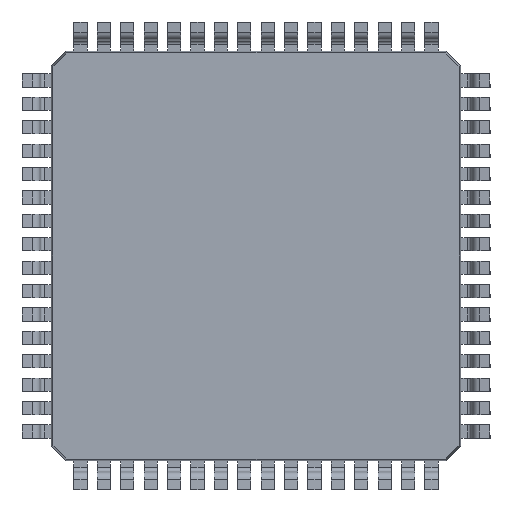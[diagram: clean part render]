
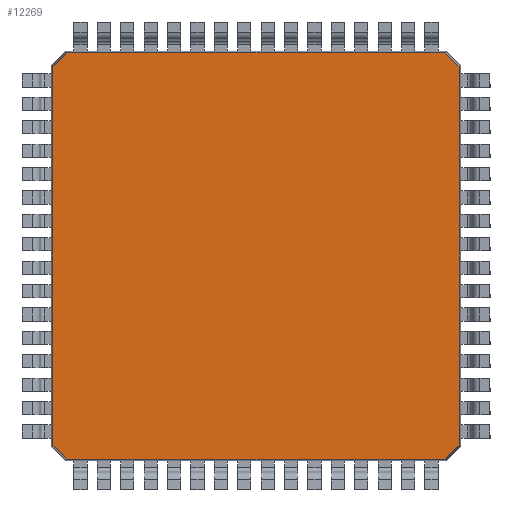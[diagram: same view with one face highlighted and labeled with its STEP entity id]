
A CAD part, front view. The second image highlights one B-rep face of the part: STEP entity #12269.
In plain terms, the highlighted planar face has unit normal (0, -1, 0).
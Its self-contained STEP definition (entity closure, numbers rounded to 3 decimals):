
#22 = ORIENTED_EDGE ( 'NONE', *, *, #13287, .T. ) ;
#169 = CARTESIAN_POINT ( 'NONE',  ( 6.94, 0.15, 6.475 ) ) ;
#178 = PLANE ( 'NONE',  #10698 ) ;
#1505 = CARTESIAN_POINT ( 'NONE',  ( -6.94, 0.15, -6.475 ) ) ;
#1981 = DIRECTION ( 'NONE',  ( 1., 0., 0. ) ) ;
#2436 = ORIENTED_EDGE ( 'NONE', *, *, #11294, .T. ) ;
#2759 = CARTESIAN_POINT ( 'NONE',  ( -6.94, 0.15, 6.475 ) ) ;
#2797 = DIRECTION ( 'NONE',  ( 0., 0., -1. ) ) ;
#4500 = ORIENTED_EDGE ( 'NONE', *, *, #21843, .T. ) ;
#4975 = VERTEX_POINT ( 'NONE', #21520 ) ;
#7012 = ORIENTED_EDGE ( 'NONE', *, *, #10739, .T. ) ;
#7015 = VERTEX_POINT ( 'NONE', #11365 ) ;
#7478 = DIRECTION ( 'NONE',  ( 0., 0., -1. ) ) ;
#7812 = EDGE_CURVE ( 'NONE', #8252, #17385, #22801, .T. ) ;
#7968 = FACE_OUTER_BOUND ( 'NONE', #27120, .T. ) ;
#8062 = VECTOR ( 'NONE', #1981, 1000. ) ;
#8101 = CARTESIAN_POINT ( 'NONE',  ( 6.475, 0.15, 6.94 ) ) ;
#8252 = VERTEX_POINT ( 'NONE', #2759 ) ;
#8276 = LINE ( 'NONE', #27256, #13447 ) ;
#8316 = CARTESIAN_POINT ( 'NONE',  ( 6.94, 0.15, 0. ) ) ;
#9028 = VERTEX_POINT ( 'NONE', #8101 ) ;
#9293 = DIRECTION ( 'NONE',  ( -1., 0., 0. ) ) ;
#9434 = LINE ( 'NONE', #1505, #24748 ) ;
#9440 = LINE ( 'NONE', #28600, #8062 ) ;
#9622 = CARTESIAN_POINT ( 'NONE',  ( -6.94, 0.15, -6.475 ) ) ;
#10698 = AXIS2_PLACEMENT_3D ( 'NONE', #15818, #14064, #7478 ) ;
#10739 = EDGE_CURVE ( 'NONE', #17978, #8252, #23060, .T. ) ;
#11294 = EDGE_CURVE ( 'NONE', #17385, #18656, #9434, .T. ) ;
#11365 = CARTESIAN_POINT ( 'NONE',  ( 6.94, 0.15, -6.475 ) ) ;
#11710 = CARTESIAN_POINT ( 'NONE',  ( -6.475, 0.15, 6.94 ) ) ;
#11819 = CARTESIAN_POINT ( 'NONE',  ( -6.94, 0.15, 0. ) ) ;
#11929 = CARTESIAN_POINT ( 'NONE',  ( 6.475, 0.15, -6.94 ) ) ;
#12269 = ADVANCED_FACE ( 'NONE', ( #7968 ), #178, .T. ) ;
#12809 = ORIENTED_EDGE ( 'NONE', *, *, #7812, .T. ) ;
#13287 = EDGE_CURVE ( 'NONE', #4975, #9028, #13814, .T. ) ;
#13439 = ORIENTED_EDGE ( 'NONE', *, *, #22230, .T. ) ;
#13447 = VECTOR ( 'NONE', #16195, 1000. ) ;
#13814 = LINE ( 'NONE', #169, #26576 ) ;
#14064 = DIRECTION ( 'NONE',  ( 0., -1., 0. ) ) ;
#15713 = CARTESIAN_POINT ( 'NONE',  ( -6.475, 0.15, -6.94 ) ) ;
#15818 = CARTESIAN_POINT ( 'NONE',  ( 0., 0.15, 0. ) ) ;
#16195 = DIRECTION ( 'NONE',  ( 0.707, 0., 0.707 ) ) ;
#16446 = VECTOR ( 'NONE', #9293, 1000. ) ;
#17385 = VERTEX_POINT ( 'NONE', #9622 ) ;
#17978 = VERTEX_POINT ( 'NONE', #11710 ) ;
#18656 = VERTEX_POINT ( 'NONE', #15713 ) ;
#18664 = DIRECTION ( 'NONE',  ( -0.707, 0., -0.707 ) ) ;
#19312 = DIRECTION ( 'NONE',  ( 0., 0., 1. ) ) ;
#20191 = CARTESIAN_POINT ( 'NONE',  ( 0., 0.15, 6.94 ) ) ;
#20484 = ORIENTED_EDGE ( 'NONE', *, *, #22107, .T. ) ;
#20975 = CARTESIAN_POINT ( 'NONE',  ( -6.475, 0.15, 6.94 ) ) ;
#21154 = VERTEX_POINT ( 'NONE', #11929 ) ;
#21520 = CARTESIAN_POINT ( 'NONE',  ( 6.94, 0.15, 6.475 ) ) ;
#21843 = EDGE_CURVE ( 'NONE', #9028, #17978, #23760, .T. ) ;
#22107 = EDGE_CURVE ( 'NONE', #7015, #4975, #27905, .T. ) ;
#22230 = EDGE_CURVE ( 'NONE', #18656, #21154, #9440, .T. ) ;
#22801 = LINE ( 'NONE', #11819, #23494 ) ;
#22967 = ORIENTED_EDGE ( 'NONE', *, *, #26480, .T. ) ;
#23060 = LINE ( 'NONE', #20975, #24442 ) ;
#23494 = VECTOR ( 'NONE', #2797, 1000. ) ;
#23760 = LINE ( 'NONE', #20191, #16446 ) ;
#24442 = VECTOR ( 'NONE', #18664, 1000. ) ;
#24575 = DIRECTION ( 'NONE',  ( -0.707, 0., 0.707 ) ) ;
#24748 = VECTOR ( 'NONE', #27930, 1000. ) ;
#25799 = VECTOR ( 'NONE', #19312, 1000. ) ;
#26480 = EDGE_CURVE ( 'NONE', #21154, #7015, #8276, .T. ) ;
#26576 = VECTOR ( 'NONE', #24575, 1000. ) ;
#27120 = EDGE_LOOP ( 'NONE', ( #22, #4500, #7012, #12809, #2436, #13439, #22967, #20484 ) ) ;
#27256 = CARTESIAN_POINT ( 'NONE',  ( 6.475, 0.15, -6.94 ) ) ;
#27905 = LINE ( 'NONE', #8316, #25799 ) ;
#27930 = DIRECTION ( 'NONE',  ( 0.707, 0., -0.707 ) ) ;
#28600 = CARTESIAN_POINT ( 'NONE',  ( 0., 0.15, -6.94 ) ) ;
